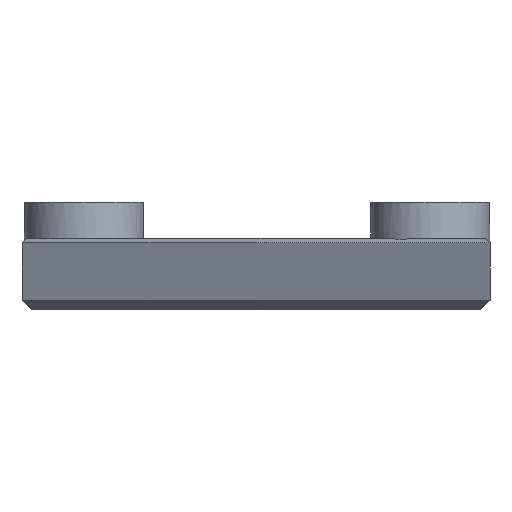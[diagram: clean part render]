
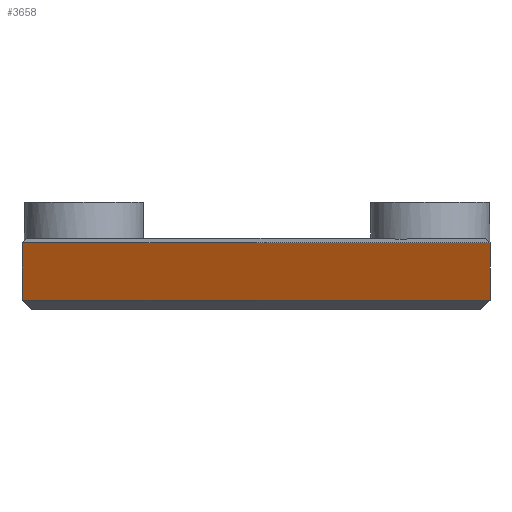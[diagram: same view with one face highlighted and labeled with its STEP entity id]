
A CAD part, front view. The second image highlights one B-rep face of the part: STEP entity #3658.
In plain terms, the highlighted planar face has unit normal (-0.5, -0.866, 0).
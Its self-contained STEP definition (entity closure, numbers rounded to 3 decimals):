
#288=PLANE('',#3942);
#427=FACE_OUTER_BOUND('',#669,.T.);
#669=EDGE_LOOP('',(#2752,#2753,#2754,#2755));
#1005=LINE('',#6096,#1368);
#1008=LINE('',#6102,#1371);
#1009=LINE('',#6104,#1372);
#1010=LINE('',#6105,#1373);
#1368=VECTOR('',#4466,10.);
#1371=VECTOR('',#4473,10.);
#1372=VECTOR('',#4474,10.);
#1373=VECTOR('',#4475,10.);
#1754=VERTEX_POINT('',#6087);
#1756=VERTEX_POINT('',#6095);
#1757=VERTEX_POINT('',#6101);
#1758=VERTEX_POINT('',#6103);
#2114=EDGE_CURVE('',#1754,#1756,#1005,.T.);
#2117=EDGE_CURVE('',#1757,#1754,#1008,.T.);
#2118=EDGE_CURVE('',#1758,#1757,#1009,.T.);
#2119=EDGE_CURVE('',#1756,#1758,#1010,.T.);
#2752=ORIENTED_EDGE('',*,*,#2114,.F.);
#2753=ORIENTED_EDGE('',*,*,#2117,.F.);
#2754=ORIENTED_EDGE('',*,*,#2118,.F.);
#2755=ORIENTED_EDGE('',*,*,#2119,.F.);
#3658=ADVANCED_FACE('',(#427),#288,.T.);
#3942=AXIS2_PLACEMENT_3D('',#6100,#4471,#4472);
#4466=DIRECTION('',(-0.866,0.5,0.));
#4471=DIRECTION('center_axis',(-0.5,-0.866,0.));
#4472=DIRECTION('ref_axis',(0.866,-0.5,0.));
#4473=DIRECTION('',(0.,0.,-1.));
#4474=DIRECTION('',(0.866,-0.5,0.));
#4475=DIRECTION('',(0.,0.,1.));
#6087=CARTESIAN_POINT('',(233.574,-73.147,0.4));
#6095=CARTESIAN_POINT('',(213.972,-61.841,0.4));
#6096=CARTESIAN_POINT('',(213.13,-61.355,0.4));
#6100=CARTESIAN_POINT('Origin',(213.607,-61.63,0.));
#6101=CARTESIAN_POINT('',(233.574,-73.147,2.8));
#6102=CARTESIAN_POINT('',(233.574,-73.147,0.));
#6103=CARTESIAN_POINT('',(213.972,-61.841,2.8));
#6104=CARTESIAN_POINT('',(213.13,-61.355,2.8));
#6105=CARTESIAN_POINT('',(213.972,-61.841,0.));
